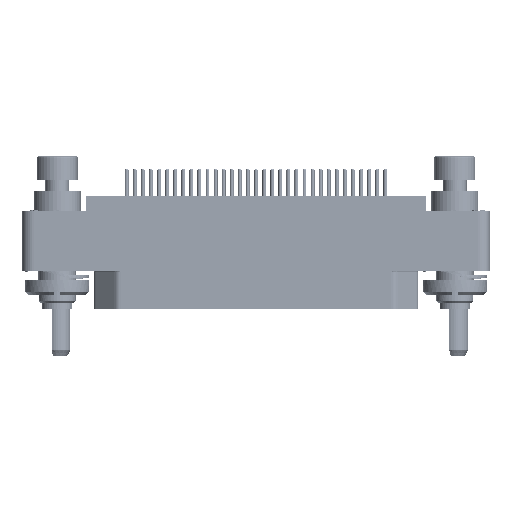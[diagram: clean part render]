
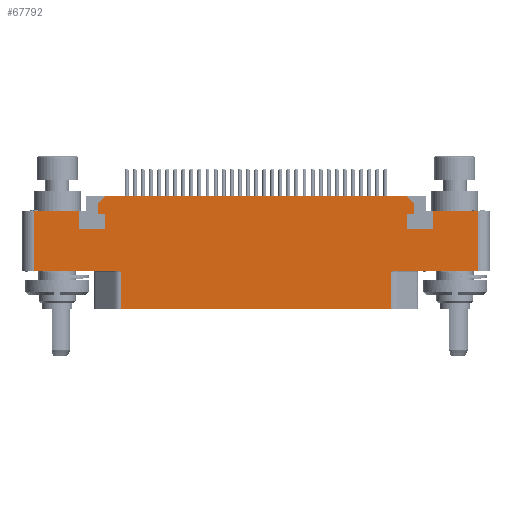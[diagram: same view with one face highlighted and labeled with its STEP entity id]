
A CAD part, top view. The second image highlights one B-rep face of the part: STEP entity #67792.
In plain terms, the highlighted planar face has unit normal (0, 0, 1).
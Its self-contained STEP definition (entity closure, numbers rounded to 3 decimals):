
#5321=DIRECTION('',(-1.,0.,0.));
#5322=VECTOR('',#5321,46.236);
#5323=CARTESIAN_POINT('',(23.118,-6.5,7.));
#5324=LINE('',#5323,#5322);
#5429=DIRECTION('',(1.,0.,0.));
#5430=VECTOR('',#5429,14.082);
#5431=CARTESIAN_POINT('',(-38.,0.,7.));
#5432=LINE('',#5431,#5430);
#7985=DIRECTION('',(0.,-1.,0.));
#7986=VECTOR('',#7985,10.25);
#7987=CARTESIAN_POINT('',(-38.,10.25,7.));
#7988=LINE('',#7987,#7986);
#8003=DIRECTION('',(1.,0.,0.));
#8004=VECTOR('',#8003,7.8);
#8005=CARTESIAN_POINT('',(-38.,10.25,7.));
#8006=LINE('',#8005,#8004);
#8007=DIRECTION('',(0.,-1.,0.));
#8008=VECTOR('',#8007,3.2);
#8009=CARTESIAN_POINT('',(-30.2,10.25,7.));
#8010=LINE('',#8009,#8008);
#8011=DIRECTION('',(1.,0.,0.));
#8012=VECTOR('',#8011,4.4);
#8013=CARTESIAN_POINT('',(-30.2,7.05,7.));
#8014=LINE('',#8013,#8012);
#8015=DIRECTION('',(0.,1.,0.));
#8016=VECTOR('',#8015,2.6);
#8017=CARTESIAN_POINT('',(-25.8,7.05,7.));
#8018=LINE('',#8017,#8016);
#8019=DIRECTION('',(-1.,0.,0.));
#8020=VECTOR('',#8019,1.2);
#8021=CARTESIAN_POINT('',(-25.8,9.65,7.));
#8022=LINE('',#8021,#8020);
#8023=DIRECTION('',(0.,-1.,0.));
#8024=VECTOR('',#8023,1.9);
#8025=CARTESIAN_POINT('',(-27.,11.55,7.));
#8026=LINE('',#8025,#8024);
#8027=DIRECTION('',(1.,0.,0.));
#8028=VECTOR('',#8027,51.6);
#8029=CARTESIAN_POINT('',(-25.8,12.75,7.));
#8030=LINE('',#8029,#8028);
#8031=DIRECTION('',(0.,-1.,0.));
#8032=VECTOR('',#8031,1.9);
#8033=CARTESIAN_POINT('',(27.,11.55,7.));
#8034=LINE('',#8033,#8032);
#8035=DIRECTION('',(-1.,0.,0.));
#8036=VECTOR('',#8035,1.2);
#8037=CARTESIAN_POINT('',(27.,9.65,7.));
#8038=LINE('',#8037,#8036);
#8039=DIRECTION('',(0.,-1.,0.));
#8040=VECTOR('',#8039,2.6);
#8041=CARTESIAN_POINT('',(25.8,9.65,7.));
#8042=LINE('',#8041,#8040);
#8043=DIRECTION('',(1.,0.,0.));
#8044=VECTOR('',#8043,4.4);
#8045=CARTESIAN_POINT('',(25.8,7.05,7.));
#8046=LINE('',#8045,#8044);
#8047=DIRECTION('',(0.,1.,0.));
#8048=VECTOR('',#8047,3.2);
#8049=CARTESIAN_POINT('',(30.2,7.05,7.));
#8050=LINE('',#8049,#8048);
#8051=DIRECTION('',(1.,0.,0.));
#8052=VECTOR('',#8051,7.8);
#8053=CARTESIAN_POINT('',(30.2,10.25,7.));
#8054=LINE('',#8053,#8052);
#8076=DIRECTION('',(1.,0.,0.));
#8077=VECTOR('',#8076,14.082);
#8078=CARTESIAN_POINT('',(23.918,0.,7.));
#8079=LINE('',#8078,#8077);
#9322=DIRECTION('',(0.,1.,0.));
#9323=VECTOR('',#9322,10.25);
#9324=CARTESIAN_POINT('',(38.,0.,7.));
#9325=LINE('',#9324,#9323);
#10169=CARTESIAN_POINT('',(23.118,-0.2,7.));
#10170=CARTESIAN_POINT('',(23.14,-0.192,7.));
#10171=CARTESIAN_POINT('',(23.184,-0.176,7.));
#10172=CARTESIAN_POINT('',(23.251,-0.152,7.));
#10173=CARTESIAN_POINT('',(23.318,-0.128,7.));
#10174=CARTESIAN_POINT('',(23.385,-0.106,7.));
#10175=CARTESIAN_POINT('',(23.451,-0.085,7.));
#10176=CARTESIAN_POINT('',(23.515,-0.066,7.));
#10177=CARTESIAN_POINT('',(23.577,-0.049,7.));
#10178=CARTESIAN_POINT('',(23.636,-0.035,7.));
#10179=CARTESIAN_POINT('',(23.688,-0.024,7.));
#10180=CARTESIAN_POINT('',(23.734,-0.016,7.));
#10181=CARTESIAN_POINT('',(23.776,-0.01,7.));
#10182=CARTESIAN_POINT('',(23.814,-0.005,7.));
#10183=CARTESIAN_POINT('',(23.85,-0.002,7.));
#10184=CARTESIAN_POINT('',(23.884,0.,7.));
#10185=CARTESIAN_POINT('',(23.907,0.,7.));
#10186=CARTESIAN_POINT('',(23.918,0.,7.));
#10202=DIRECTION('',(0.,1.,0.));
#10203=VECTOR('',#10202,6.3);
#10204=CARTESIAN_POINT('',(23.118,-6.5,7.));
#10205=LINE('',#10204,#10203);
#10206=DIRECTION('',(0.,1.,0.));
#10207=VECTOR('',#10206,6.3);
#10208=CARTESIAN_POINT('',(-23.118,-6.5,7.));
#10209=LINE('',#10208,#10207);
#10234=CARTESIAN_POINT('',(-23.918,0.,7.));
#10235=CARTESIAN_POINT('',(-23.907,0.,7.));
#10236=CARTESIAN_POINT('',(-23.884,0.,7.));
#10237=CARTESIAN_POINT('',(-23.85,-0.002,7.));
#10238=CARTESIAN_POINT('',(-23.814,-0.005,7.));
#10239=CARTESIAN_POINT('',(-23.776,-0.01,7.));
#10240=CARTESIAN_POINT('',(-23.734,-0.016,7.));
#10241=CARTESIAN_POINT('',(-23.688,-0.024,7.));
#10242=CARTESIAN_POINT('',(-23.636,-0.035,7.));
#10243=CARTESIAN_POINT('',(-23.577,-0.049,7.));
#10244=CARTESIAN_POINT('',(-23.515,-0.066,7.));
#10245=CARTESIAN_POINT('',(-23.451,-0.085,7.));
#10246=CARTESIAN_POINT('',(-23.385,-0.106,7.));
#10247=CARTESIAN_POINT('',(-23.318,-0.128,7.));
#10248=CARTESIAN_POINT('',(-23.251,-0.152,7.));
#10249=CARTESIAN_POINT('',(-23.184,-0.176,7.));
#10250=CARTESIAN_POINT('',(-23.14,-0.192,7.));
#10251=CARTESIAN_POINT('',(-23.118,-0.2,7.));
#10401=DIRECTION('',(-0.707,-0.707,0.));
#10402=VECTOR('',#10401,1.697);
#10403=CARTESIAN_POINT('',(-25.8,12.75,7.));
#10404=LINE('',#10403,#10402);
#10441=DIRECTION('',(0.707,-0.707,0.));
#10442=VECTOR('',#10441,1.697);
#10443=CARTESIAN_POINT('',(25.8,12.75,7.));
#10444=LINE('',#10443,#10442);
#48554=CARTESIAN_POINT('',(-30.2,10.25,7.));
#48555=CARTESIAN_POINT('',(-30.2,7.05,7.));
#48556=VERTEX_POINT('',#48554);
#48557=VERTEX_POINT('',#48555);
#48558=CARTESIAN_POINT('',(-25.8,7.05,7.));
#48559=VERTEX_POINT('',#48558);
#48560=CARTESIAN_POINT('',(-25.8,9.65,7.));
#48561=VERTEX_POINT('',#48560);
#48562=CARTESIAN_POINT('',(-27.,9.65,7.));
#48563=VERTEX_POINT('',#48562);
#48564=CARTESIAN_POINT('',(27.,9.65,7.));
#48565=CARTESIAN_POINT('',(25.8,9.65,7.));
#48566=VERTEX_POINT('',#48564);
#48567=VERTEX_POINT('',#48565);
#48568=CARTESIAN_POINT('',(25.8,7.05,7.));
#48569=VERTEX_POINT('',#48568);
#48570=CARTESIAN_POINT('',(30.2,7.05,7.));
#48571=VERTEX_POINT('',#48570);
#48572=CARTESIAN_POINT('',(30.2,10.25,7.));
#48573=VERTEX_POINT('',#48572);
#48578=CARTESIAN_POINT('',(-25.8,12.75,7.));
#48580=VERTEX_POINT('',#48578);
#48582=CARTESIAN_POINT('',(-27.,11.55,7.));
#48584=VERTEX_POINT('',#48582);
#48586=CARTESIAN_POINT('',(25.8,12.75,7.));
#48588=VERTEX_POINT('',#48586);
#48590=CARTESIAN_POINT('',(27.,11.55,7.));
#48592=VERTEX_POINT('',#48590);
#48682=CARTESIAN_POINT('',(38.,0.,7.));
#48683=CARTESIAN_POINT('',(38.,10.25,7.));
#48684=VERTEX_POINT('',#48682);
#48685=VERTEX_POINT('',#48683);
#48690=CARTESIAN_POINT('',(-38.,10.25,7.));
#48691=CARTESIAN_POINT('',(-38.,0.,7.));
#48692=VERTEX_POINT('',#48690);
#48693=VERTEX_POINT('',#48691);
#48899=CARTESIAN_POINT('',(23.118,-6.5,7.));
#48901=VERTEX_POINT('',#48899);
#48902=CARTESIAN_POINT('',(-23.118,-6.5,7.));
#48904=VERTEX_POINT('',#48902);
#48966=CARTESIAN_POINT('',(-23.118,-0.2,7.));
#48967=VERTEX_POINT('',#48966);
#48968=CARTESIAN_POINT('',(-23.918,0.,7.));
#48969=VERTEX_POINT('',#48968);
#48970=CARTESIAN_POINT('',(23.118,-0.2,7.));
#48972=VERTEX_POINT('',#48970);
#48974=CARTESIAN_POINT('',(23.918,0.,7.));
#48976=VERTEX_POINT('',#48974);
#67743=CARTESIAN_POINT('',(0.,0.,7.));
#67744=DIRECTION('',(0.,0.,-1.));
#67745=DIRECTION('',(-1.,0.,0.));
#67746=AXIS2_PLACEMENT_3D('',#67743,#67744,#67745);
#67747=PLANE('',#67746);
#67749=ORIENTED_EDGE('',*,*,#67748,.F.);
#67751=ORIENTED_EDGE('',*,*,#67750,.F.);
#67753=ORIENTED_EDGE('',*,*,#67752,.F.);
#67754=ORIENTED_EDGE('',*,*,#65979,.T.);
#67756=ORIENTED_EDGE('',*,*,#67755,.T.);
#67758=ORIENTED_EDGE('',*,*,#67757,.F.);
#67759=ORIENTED_EDGE('',*,*,#66068,.F.);
#67760=ORIENTED_EDGE('',*,*,#67735,.F.);
#67761=ORIENTED_EDGE('',*,*,#67445,.T.);
#67763=ORIENTED_EDGE('',*,*,#67762,.T.);
#67765=ORIENTED_EDGE('',*,*,#67764,.T.);
#67767=ORIENTED_EDGE('',*,*,#67766,.T.);
#67769=ORIENTED_EDGE('',*,*,#67768,.T.);
#67771=ORIENTED_EDGE('',*,*,#67770,.F.);
#67773=ORIENTED_EDGE('',*,*,#67772,.F.);
#67774=ORIENTED_EDGE('',*,*,#65216,.T.);
#67776=ORIENTED_EDGE('',*,*,#67775,.T.);
#67778=ORIENTED_EDGE('',*,*,#67777,.T.);
#67780=ORIENTED_EDGE('',*,*,#67779,.T.);
#67782=ORIENTED_EDGE('',*,*,#67781,.T.);
#67784=ORIENTED_EDGE('',*,*,#67783,.T.);
#67786=ORIENTED_EDGE('',*,*,#67785,.T.);
#67787=ORIENTED_EDGE('',*,*,#65572,.T.);
#67789=ORIENTED_EDGE('',*,*,#67788,.F.);
#67790=EDGE_LOOP('',(#67749,#67751,#67753,#67754,#67756,#67758,#67759,#67760,
#67761,#67763,#67765,#67767,#67769,#67771,#67773,#67774,#67776,#67778,#67780,
#67782,#67784,#67786,#67787,#67789));
#67791=FACE_OUTER_BOUND('',#67790,.F.);
#67792=ADVANCED_FACE('',(#67791),#67747,.F.);
#10187=B_SPLINE_CURVE_WITH_KNOTS('',3,(#10169,#10170,#10171,#10172,#10173,
#10174,#10175,#10176,#10177,#10178,#10179,#10180,#10181,#10182,#10183,#10184,
#10185,#10186),.UNSPECIFIED.,.F.,.F.,(4,1,1,1,1,1,1,1,1,1,1,1,1,1,1,4),(0.,
0.067,0.133,0.2,0.267,0.333,
0.4,0.467,0.533,0.6,0.667,
0.733,0.8,0.867,0.933,1.),
.UNSPECIFIED.);
#10252=B_SPLINE_CURVE_WITH_KNOTS('',3,(#10234,#10235,#10236,#10237,#10238,
#10239,#10240,#10241,#10242,#10243,#10244,#10245,#10246,#10247,#10248,#10249,
#10250,#10251),.UNSPECIFIED.,.F.,.F.,(4,1,1,1,1,1,1,1,1,1,1,1,1,1,1,4),(0.,
0.067,0.133,0.2,0.267,0.333,
0.4,0.467,0.533,0.6,0.667,
0.733,0.8,0.867,0.933,1.),
.UNSPECIFIED.);
#65216=EDGE_CURVE('',#48580,#48588,#8030,.T.);
#65572=EDGE_CURVE('',#48573,#48685,#8054,.T.);
#65979=EDGE_CURVE('',#48901,#48904,#5324,.T.);
#66068=EDGE_CURVE('',#48693,#48969,#5432,.T.);
#67445=EDGE_CURVE('',#48692,#48556,#8006,.T.);
#67735=EDGE_CURVE('',#48692,#48693,#7988,.T.);
#67748=EDGE_CURVE('',#48976,#48684,#8079,.T.);
#67750=EDGE_CURVE('',#48972,#48976,#10187,.T.);
#67752=EDGE_CURVE('',#48901,#48972,#10205,.T.);
#67755=EDGE_CURVE('',#48904,#48967,#10209,.T.);
#67757=EDGE_CURVE('',#48969,#48967,#10252,.T.);
#67762=EDGE_CURVE('',#48556,#48557,#8010,.T.);
#67764=EDGE_CURVE('',#48557,#48559,#8014,.T.);
#67766=EDGE_CURVE('',#48559,#48561,#8018,.T.);
#67768=EDGE_CURVE('',#48561,#48563,#8022,.T.);
#67770=EDGE_CURVE('',#48584,#48563,#8026,.T.);
#67772=EDGE_CURVE('',#48580,#48584,#10404,.T.);
#67775=EDGE_CURVE('',#48588,#48592,#10444,.T.);
#67777=EDGE_CURVE('',#48592,#48566,#8034,.T.);
#67779=EDGE_CURVE('',#48566,#48567,#8038,.T.);
#67781=EDGE_CURVE('',#48567,#48569,#8042,.T.);
#67783=EDGE_CURVE('',#48569,#48571,#8046,.T.);
#67785=EDGE_CURVE('',#48571,#48573,#8050,.T.);
#67788=EDGE_CURVE('',#48684,#48685,#9325,.T.);
